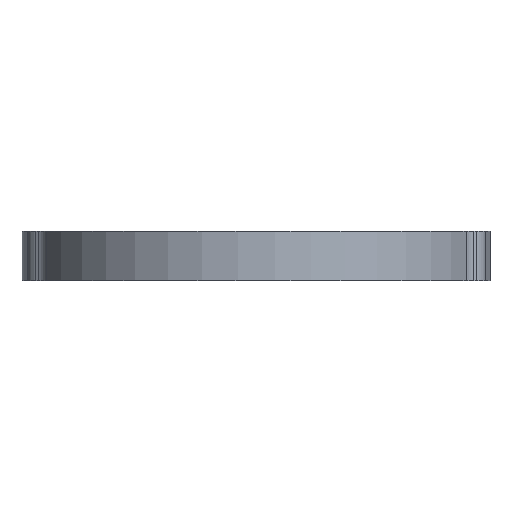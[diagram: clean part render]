
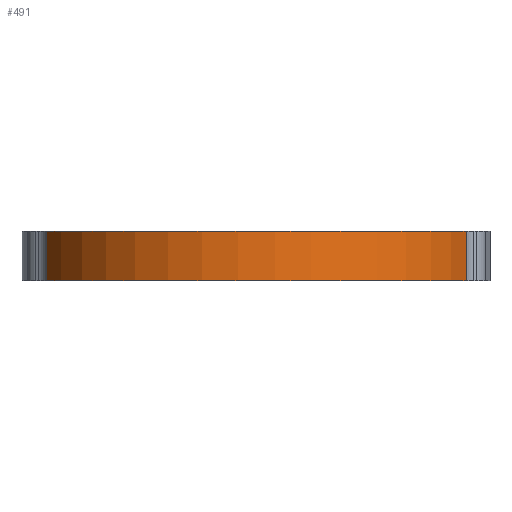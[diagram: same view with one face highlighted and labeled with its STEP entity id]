
A CAD part, front view. The second image highlights one B-rep face of the part: STEP entity #491.
In plain terms, the highlighted cylindrical face has radius 57.15 mm (diameter 114.3 mm), a partial arc.
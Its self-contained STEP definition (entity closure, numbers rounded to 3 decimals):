
#48 = EDGE_CURVE ( 'NONE', #137, #1033, #1018, .T. ) ;
#72 = DIRECTION ( 'NONE',  ( 0., 0., -1. ) ) ;
#121 = ORIENTED_EDGE ( 'NONE', *, *, #697, .F. ) ;
#137 = VERTEX_POINT ( 'NONE', #233 ) ;
#196 = EDGE_CURVE ( 'NONE', #1033, #1002, #310, .T. ) ;
#233 = CARTESIAN_POINT ( 'NONE',  ( -53.872, -19.077, 0. ) ) ;
#258 = AXIS2_PLACEMENT_3D ( 'NONE', #842, #336, #1101 ) ;
#310 = LINE ( 'NONE', #1004, #1044 ) ;
#317 = CARTESIAN_POINT ( 'NONE',  ( 0., 0., 12.7 ) ) ;
#325 = ORIENTED_EDGE ( 'NONE', *, *, #48, .T. ) ;
#336 = DIRECTION ( 'NONE',  ( 0., 0., 1. ) ) ;
#374 = DIRECTION ( 'NONE',  ( 1., 0., 0. ) ) ;
#474 = AXIS2_PLACEMENT_3D ( 'NONE', #317, #72, #483 ) ;
#483 = DIRECTION ( 'NONE',  ( -1., 0., 0. ) ) ;
#491 = ADVANCED_FACE ( 'NONE', ( #806 ), #610, .T. ) ;
#494 = LINE ( 'NONE', #926, #555 ) ;
#498 = AXIS2_PLACEMENT_3D ( 'NONE', #969, #632, #374 ) ;
#555 = VECTOR ( 'NONE', #1099, 1000. ) ;
#586 = VERTEX_POINT ( 'NONE', #907 ) ;
#610 = CYLINDRICAL_SURFACE ( 'NONE', #474, 57.15 ) ;
#627 = CARTESIAN_POINT ( 'NONE',  ( 53.872, -19.077, 0. ) ) ;
#632 = DIRECTION ( 'NONE',  ( 0., 0., 1. ) ) ;
#634 = ORIENTED_EDGE ( 'NONE', *, *, #196, .T. ) ;
#679 = DIRECTION ( 'NONE',  ( 0., 0., 1. ) ) ;
#697 = EDGE_CURVE ( 'NONE', #586, #1002, #785, .T. ) ;
#745 = EDGE_LOOP ( 'NONE', ( #325, #634, #121, #782 ) ) ;
#782 = ORIENTED_EDGE ( 'NONE', *, *, #914, .T. ) ;
#785 = CIRCLE ( 'NONE', #258, 57.15 ) ;
#806 = FACE_OUTER_BOUND ( 'NONE', #745, .T. ) ;
#842 = CARTESIAN_POINT ( 'NONE',  ( 0., 0., 12.7 ) ) ;
#907 = CARTESIAN_POINT ( 'NONE',  ( -53.872, -19.077, 12.7 ) ) ;
#914 = EDGE_CURVE ( 'NONE', #586, #137, #494, .T. ) ;
#921 = CARTESIAN_POINT ( 'NONE',  ( 53.872, -19.077, 12.7 ) ) ;
#926 = CARTESIAN_POINT ( 'NONE',  ( -53.872, -19.077, 12.7 ) ) ;
#969 = CARTESIAN_POINT ( 'NONE',  ( 0., 0., 0. ) ) ;
#1002 = VERTEX_POINT ( 'NONE', #921 ) ;
#1004 = CARTESIAN_POINT ( 'NONE',  ( 53.872, -19.077, 12.7 ) ) ;
#1018 = CIRCLE ( 'NONE', #498, 57.15 ) ;
#1033 = VERTEX_POINT ( 'NONE', #627 ) ;
#1044 = VECTOR ( 'NONE', #679, 1000. ) ;
#1099 = DIRECTION ( 'NONE',  ( 0., 0., -1. ) ) ;
#1101 = DIRECTION ( 'NONE',  ( 1., 0., 0. ) ) ;
